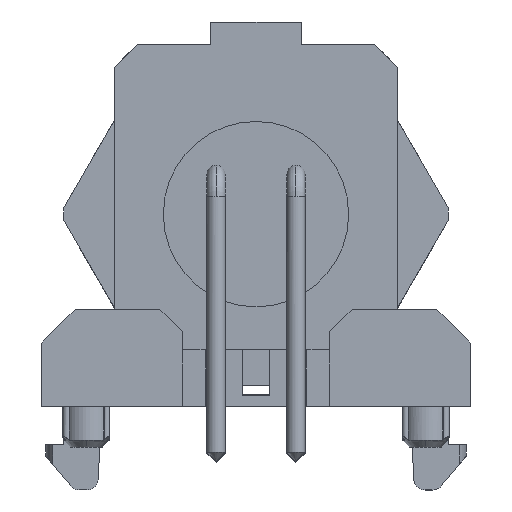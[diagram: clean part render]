
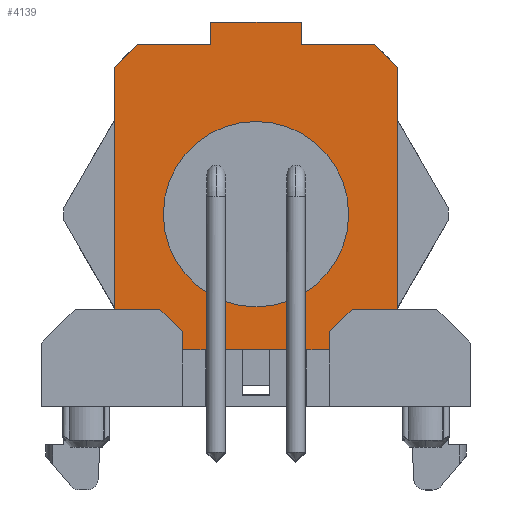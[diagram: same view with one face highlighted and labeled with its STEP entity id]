
A CAD part, front view. The second image highlights one B-rep face of the part: STEP entity #4139.
In plain terms, the highlighted planar face has unit normal (0, -1, 0).
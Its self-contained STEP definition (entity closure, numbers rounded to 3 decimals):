
#3922=AXIS2_PLACEMENT_3D('Circle Axis2P3D',#3920,#3921,$) ;
#3953=AXIS2_PLACEMENT_3D('Circle Axis2P3D',#3951,#3952,$) ;
#3971=AXIS2_PLACEMENT_3D('Plane Axis2P3D',#3968,#3969,#3970) ;
#3915=CARTESIAN_POINT('Vertex',(13.6,7.16,12.2)) ;
#3920=CARTESIAN_POINT('Axis2P3D Location',(9.5,7.16,12.2)) ;
#3924=CARTESIAN_POINT('Vertex',(5.4,7.16,12.2)) ;
#3951=CARTESIAN_POINT('Axis2P3D Location',(9.5,7.16,12.2)) ;
#3968=CARTESIAN_POINT('Axis2P3D Location',(9.5,7.16,10.842)) ;
#3973=CARTESIAN_POINT('Line Origine',(6.75,7.16,6.2)) ;
#3977=CARTESIAN_POINT('Vertex',(6.25,7.16,6.2)) ;
#3979=CARTESIAN_POINT('Vertex',(7.25,7.16,6.2)) ;
#3982=CARTESIAN_POINT('Line Origine',(8.075,7.16,6.2)) ;
#3986=CARTESIAN_POINT('Vertex',(8.9,7.16,6.2)) ;
#3989=CARTESIAN_POINT('Line Origine',(9.5,7.16,6.2)) ;
#3993=CARTESIAN_POINT('Vertex',(10.1,7.16,6.2)) ;
#3996=CARTESIAN_POINT('Line Origine',(10.925,7.16,6.2)) ;
#4000=CARTESIAN_POINT('Vertex',(11.75,7.16,6.2)) ;
#4003=CARTESIAN_POINT('Line Origine',(12.25,7.16,6.2)) ;
#4007=CARTESIAN_POINT('Vertex',(12.75,7.16,6.2)) ;
#4010=CARTESIAN_POINT('Line Origine',(12.75,7.16,6.6)) ;
#4014=CARTESIAN_POINT('Vertex',(12.75,7.16,7.)) ;
#4017=CARTESIAN_POINT('Line Origine',(13.25,7.16,7.5)) ;
#4021=CARTESIAN_POINT('Vertex',(13.75,7.16,8.)) ;
#4024=CARTESIAN_POINT('Line Origine',(14.763,7.16,8.)) ;
#4028=CARTESIAN_POINT('Vertex',(15.777,7.16,8.)) ;
#4031=CARTESIAN_POINT('Line Origine',(15.777,7.16,13.337)) ;
#4035=CARTESIAN_POINT('Vertex',(15.777,7.16,18.673)) ;
#4038=CARTESIAN_POINT('Line Origine',(15.263,7.16,19.187)) ;
#4042=CARTESIAN_POINT('Vertex',(14.75,7.16,19.7)) ;
#4045=CARTESIAN_POINT('Line Origine',(13.125,7.16,19.7)) ;
#4049=CARTESIAN_POINT('Vertex',(11.5,7.16,19.7)) ;
#4052=CARTESIAN_POINT('Line Origine',(11.5,7.16,20.2)) ;
#4056=CARTESIAN_POINT('Vertex',(11.5,7.16,20.7)) ;
#4059=CARTESIAN_POINT('Line Origine',(9.5,7.16,20.7)) ;
#4063=CARTESIAN_POINT('Vertex',(7.5,7.16,20.7)) ;
#4066=CARTESIAN_POINT('Line Origine',(7.5,7.16,20.2)) ;
#4070=CARTESIAN_POINT('Vertex',(7.5,7.16,19.7)) ;
#4073=CARTESIAN_POINT('Line Origine',(5.875,7.16,19.7)) ;
#4077=CARTESIAN_POINT('Vertex',(4.25,7.16,19.7)) ;
#4080=CARTESIAN_POINT('Line Origine',(3.737,7.16,19.187)) ;
#4084=CARTESIAN_POINT('Vertex',(3.223,7.16,18.673)) ;
#4087=CARTESIAN_POINT('Line Origine',(3.223,7.16,13.337)) ;
#4091=CARTESIAN_POINT('Vertex',(3.223,7.16,8.)) ;
#4094=CARTESIAN_POINT('Line Origine',(4.237,7.16,8.)) ;
#4098=CARTESIAN_POINT('Vertex',(5.25,7.16,8.)) ;
#4101=CARTESIAN_POINT('Line Origine',(5.75,7.16,7.5)) ;
#4105=CARTESIAN_POINT('Vertex',(6.25,7.16,7.)) ;
#4108=CARTESIAN_POINT('Line Origine',(6.25,7.16,6.6)) ;
#3921=DIRECTION('Axis2P3D Direction',(0.,-1.,0.)) ;
#3952=DIRECTION('Axis2P3D Direction',(0.,-1.,0.)) ;
#3969=DIRECTION('Axis2P3D Direction',(0.,-1.,0.)) ;
#3970=DIRECTION('Axis2P3D XDirection',(0.,0.,-1.)) ;
#3974=DIRECTION('Vector Direction',(1.,0.,0.)) ;
#3983=DIRECTION('Vector Direction',(1.,0.,0.)) ;
#3990=DIRECTION('Vector Direction',(1.,0.,0.)) ;
#3997=DIRECTION('Vector Direction',(1.,0.,0.)) ;
#4004=DIRECTION('Vector Direction',(1.,0.,0.)) ;
#4011=DIRECTION('Vector Direction',(0.,0.,1.)) ;
#4018=DIRECTION('Vector Direction',(0.707,0.,0.707)) ;
#4025=DIRECTION('Vector Direction',(1.,0.,0.)) ;
#4032=DIRECTION('Vector Direction',(0.,0.,-1.)) ;
#4039=DIRECTION('Vector Direction',(0.707,0.,-0.707)) ;
#4046=DIRECTION('Vector Direction',(1.,0.,0.)) ;
#4053=DIRECTION('Vector Direction',(0.,0.,-1.)) ;
#4060=DIRECTION('Vector Direction',(1.,0.,0.)) ;
#4067=DIRECTION('Vector Direction',(0.,0.,1.)) ;
#4074=DIRECTION('Vector Direction',(1.,0.,0.)) ;
#4081=DIRECTION('Vector Direction',(0.707,0.,0.707)) ;
#4088=DIRECTION('Vector Direction',(0.,0.,1.)) ;
#4095=DIRECTION('Vector Direction',(1.,0.,0.)) ;
#4102=DIRECTION('Vector Direction',(0.707,0.,-0.707)) ;
#4109=DIRECTION('Vector Direction',(0.,0.,-1.)) ;
#3975=VECTOR('Line Direction',#3974,1.) ;
#3984=VECTOR('Line Direction',#3983,1.) ;
#3991=VECTOR('Line Direction',#3990,1.) ;
#3998=VECTOR('Line Direction',#3997,1.) ;
#4005=VECTOR('Line Direction',#4004,1.) ;
#4012=VECTOR('Line Direction',#4011,1.) ;
#4019=VECTOR('Line Direction',#4018,1.) ;
#4026=VECTOR('Line Direction',#4025,1.) ;
#4033=VECTOR('Line Direction',#4032,1.) ;
#4040=VECTOR('Line Direction',#4039,1.) ;
#4047=VECTOR('Line Direction',#4046,1.) ;
#4054=VECTOR('Line Direction',#4053,1.) ;
#4061=VECTOR('Line Direction',#4060,1.) ;
#4068=VECTOR('Line Direction',#4067,1.) ;
#4075=VECTOR('Line Direction',#4074,1.) ;
#4082=VECTOR('Line Direction',#4081,1.) ;
#4089=VECTOR('Line Direction',#4088,1.) ;
#4096=VECTOR('Line Direction',#4095,1.) ;
#4103=VECTOR('Line Direction',#4102,1.) ;
#4110=VECTOR('Line Direction',#4109,1.) ;
#4114=ORIENTED_EDGE('',*,*,#3981,.T.) ;
#4115=ORIENTED_EDGE('',*,*,#3988,.T.) ;
#4116=ORIENTED_EDGE('',*,*,#3995,.T.) ;
#4117=ORIENTED_EDGE('',*,*,#4002,.T.) ;
#4118=ORIENTED_EDGE('',*,*,#4009,.T.) ;
#4119=ORIENTED_EDGE('',*,*,#4016,.T.) ;
#4120=ORIENTED_EDGE('',*,*,#4023,.F.) ;
#4121=ORIENTED_EDGE('',*,*,#4030,.T.) ;
#4122=ORIENTED_EDGE('',*,*,#4037,.T.) ;
#4123=ORIENTED_EDGE('',*,*,#4044,.T.) ;
#4124=ORIENTED_EDGE('',*,*,#4051,.F.) ;
#4125=ORIENTED_EDGE('',*,*,#4058,.F.) ;
#4126=ORIENTED_EDGE('',*,*,#4065,.F.) ;
#4127=ORIENTED_EDGE('',*,*,#4072,.F.) ;
#4128=ORIENTED_EDGE('',*,*,#4079,.F.) ;
#4129=ORIENTED_EDGE('',*,*,#4086,.F.) ;
#4130=ORIENTED_EDGE('',*,*,#4093,.F.) ;
#4131=ORIENTED_EDGE('',*,*,#4100,.T.) ;
#4132=ORIENTED_EDGE('',*,*,#4107,.F.) ;
#4133=ORIENTED_EDGE('',*,*,#4112,.T.) ;
#4136=ORIENTED_EDGE('',*,*,#3955,.T.) ;
#4137=ORIENTED_EDGE('',*,*,#3926,.T.) ;
#4138=FACE_BOUND('',#4135,.T.) ;
#4139=ADVANCED_FACE('Hauptk\X2\00F6\X0\rper',(#4134,#4138),#3972,.T.) ;
#3923=CIRCLE('generated circle',#3922,4.1) ;
#3954=CIRCLE('generated circle',#3953,4.1) ;
#3926=EDGE_CURVE('',#3925,#3916,#3923,.F.) ;
#3955=EDGE_CURVE('',#3916,#3925,#3954,.F.) ;
#3981=EDGE_CURVE('',#3978,#3980,#3976,.T.) ;
#3988=EDGE_CURVE('',#3980,#3987,#3985,.T.) ;
#3995=EDGE_CURVE('',#3987,#3994,#3992,.T.) ;
#4002=EDGE_CURVE('',#3994,#4001,#3999,.T.) ;
#4009=EDGE_CURVE('',#4001,#4008,#4006,.T.) ;
#4016=EDGE_CURVE('',#4008,#4015,#4013,.T.) ;
#4023=EDGE_CURVE('',#4022,#4015,#4020,.F.) ;
#4030=EDGE_CURVE('',#4022,#4029,#4027,.T.) ;
#4037=EDGE_CURVE('',#4029,#4036,#4034,.F.) ;
#4044=EDGE_CURVE('',#4036,#4043,#4041,.F.) ;
#4051=EDGE_CURVE('',#4050,#4043,#4048,.T.) ;
#4058=EDGE_CURVE('',#4057,#4050,#4055,.T.) ;
#4065=EDGE_CURVE('',#4064,#4057,#4062,.T.) ;
#4072=EDGE_CURVE('',#4071,#4064,#4069,.T.) ;
#4079=EDGE_CURVE('',#4078,#4071,#4076,.T.) ;
#4086=EDGE_CURVE('',#4085,#4078,#4083,.T.) ;
#4093=EDGE_CURVE('',#4092,#4085,#4090,.T.) ;
#4100=EDGE_CURVE('',#4092,#4099,#4097,.T.) ;
#4107=EDGE_CURVE('',#4106,#4099,#4104,.F.) ;
#4112=EDGE_CURVE('',#4106,#3978,#4111,.T.) ;
#4113=EDGE_LOOP('',(#4114,#4115,#4116,#4117,#4118,#4119,#4120,#4121,#4122,#4123,#4124,#4125,#4126,#4127,#4128,#4129,#4130,#4131,#4132,#4133)) ;
#4135=EDGE_LOOP('',(#4136,#4137)) ;
#4134=FACE_OUTER_BOUND('',#4113,.T.) ;
#3976=LINE('Line',#3973,#3975) ;
#3985=LINE('Line',#3982,#3984) ;
#3992=LINE('Line',#3989,#3991) ;
#3999=LINE('Line',#3996,#3998) ;
#4006=LINE('Line',#4003,#4005) ;
#4013=LINE('Line',#4010,#4012) ;
#4020=LINE('Line',#4017,#4019) ;
#4027=LINE('Line',#4024,#4026) ;
#4034=LINE('Line',#4031,#4033) ;
#4041=LINE('Line',#4038,#4040) ;
#4048=LINE('Line',#4045,#4047) ;
#4055=LINE('Line',#4052,#4054) ;
#4062=LINE('Line',#4059,#4061) ;
#4069=LINE('Line',#4066,#4068) ;
#4076=LINE('Line',#4073,#4075) ;
#4083=LINE('Line',#4080,#4082) ;
#4090=LINE('Line',#4087,#4089) ;
#4097=LINE('Line',#4094,#4096) ;
#4104=LINE('Line',#4101,#4103) ;
#4111=LINE('Line',#4108,#4110) ;
#3972=PLANE('',#3971) ;
#3916=VERTEX_POINT('',#3915) ;
#3925=VERTEX_POINT('',#3924) ;
#3978=VERTEX_POINT('',#3977) ;
#3980=VERTEX_POINT('',#3979) ;
#3987=VERTEX_POINT('',#3986) ;
#3994=VERTEX_POINT('',#3993) ;
#4001=VERTEX_POINT('',#4000) ;
#4008=VERTEX_POINT('',#4007) ;
#4015=VERTEX_POINT('',#4014) ;
#4022=VERTEX_POINT('',#4021) ;
#4029=VERTEX_POINT('',#4028) ;
#4036=VERTEX_POINT('',#4035) ;
#4043=VERTEX_POINT('',#4042) ;
#4050=VERTEX_POINT('',#4049) ;
#4057=VERTEX_POINT('',#4056) ;
#4064=VERTEX_POINT('',#4063) ;
#4071=VERTEX_POINT('',#4070) ;
#4078=VERTEX_POINT('',#4077) ;
#4085=VERTEX_POINT('',#4084) ;
#4092=VERTEX_POINT('',#4091) ;
#4099=VERTEX_POINT('',#4098) ;
#4106=VERTEX_POINT('',#4105) ;
